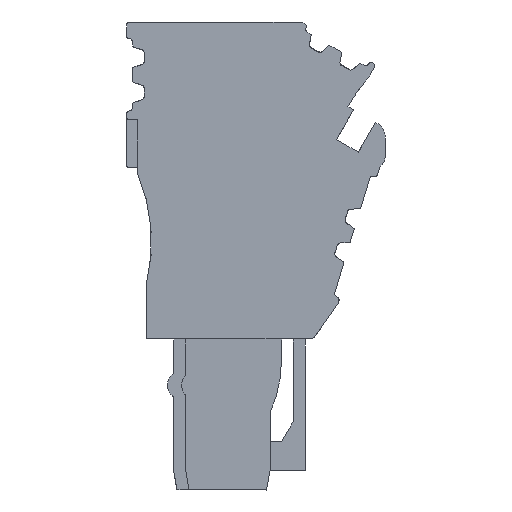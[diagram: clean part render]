
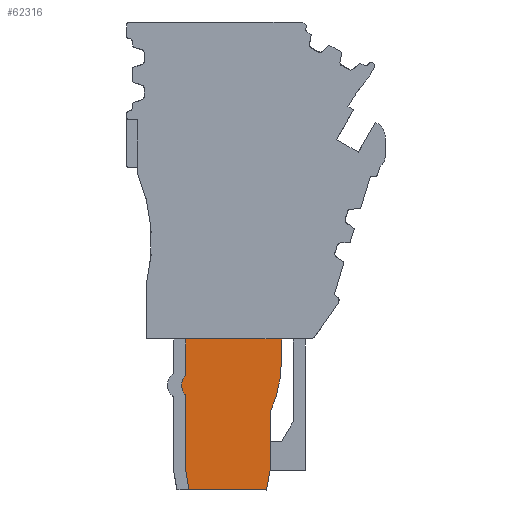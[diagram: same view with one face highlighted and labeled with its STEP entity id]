
A CAD part, left-side view. The second image highlights one B-rep face of the part: STEP entity #62316.
In plain terms, the highlighted planar face has unit normal (-1, 0, 0).
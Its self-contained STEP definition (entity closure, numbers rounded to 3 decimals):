
#62239=AXIS2_PLACEMENT_3D('Plane Axis2P3D',#62236,#62237,#62238) ;
#62257=AXIS2_PLACEMENT_3D('Circle Axis2P3D',#62255,#62256,$) ;
#62285=AXIS2_PLACEMENT_3D('Circle Axis2P3D',#62283,#62284,$) ;
#62292=AXIS2_PLACEMENT_3D('Circle Axis2P3D',#62290,#62291,$) ;
#62299=AXIS2_PLACEMENT_3D('Circle Axis2P3D',#62297,#62298,$) ;
#61981=CARTESIAN_POINT('Line Origine',(0.7,13.728,0.)) ;
#61985=CARTESIAN_POINT('Vertex',(0.7,10.35,0.)) ;
#61987=CARTESIAN_POINT('Vertex',(0.7,17.106,0.)) ;
#62054=CARTESIAN_POINT('Vertex',(0.7,10.05,1.701)) ;
#62057=CARTESIAN_POINT('Line Origine',(0.7,10.2,0.851)) ;
#62221=CARTESIAN_POINT('Vertex',(0.7,17.4,1.666)) ;
#62224=CARTESIAN_POINT('Line Origine',(0.7,17.253,0.833)) ;
#62236=CARTESIAN_POINT('Axis2P3D Location',(0.7,14.1,-0.25)) ;
#62241=CARTESIAN_POINT('Line Origine',(0.7,17.4,4.914)) ;
#62245=CARTESIAN_POINT('Vertex',(0.7,17.4,8.162)) ;
#62248=CARTESIAN_POINT('Line Origine',(0.7,10.05,4.228)) ;
#62252=CARTESIAN_POINT('Vertex',(0.7,10.05,6.755)) ;
#62255=CARTESIAN_POINT('Axis2P3D Location',(0.7,20.05,11.337)) ;
#62259=CARTESIAN_POINT('Vertex',(0.7,9.05,11.337)) ;
#62262=CARTESIAN_POINT('Line Origine',(0.7,9.05,12.244)) ;
#62266=CARTESIAN_POINT('Vertex',(0.7,9.05,13.15)) ;
#62269=CARTESIAN_POINT('Line Origine',(0.7,13.225,13.15)) ;
#62273=CARTESIAN_POINT('Vertex',(0.7,17.4,13.15)) ;
#62276=CARTESIAN_POINT('Line Origine',(0.7,17.4,11.619)) ;
#62280=CARTESIAN_POINT('Vertex',(0.7,17.4,10.088)) ;
#62283=CARTESIAN_POINT('Axis2P3D Location',(0.7,17.7,10.088)) ;
#62287=CARTESIAN_POINT('Vertex',(0.7,17.47,9.895)) ;
#62290=CARTESIAN_POINT('Axis2P3D Location',(0.7,16.55,9.125)) ;
#62294=CARTESIAN_POINT('Vertex',(0.7,17.47,8.355)) ;
#62297=CARTESIAN_POINT('Axis2P3D Location',(0.7,17.7,8.162)) ;
#61982=DIRECTION('Vector Direction',(0.,1.,0.)) ;
#62058=DIRECTION('Vector Direction',(0.,0.174,-0.985)) ;
#62225=DIRECTION('Vector Direction',(0.,0.174,0.985)) ;
#62237=DIRECTION('Axis2P3D Direction',(-1.,0.,0.)) ;
#62238=DIRECTION('Axis2P3D XDirection',(0.,1.,0.)) ;
#62242=DIRECTION('Vector Direction',(0.,0.,-1.)) ;
#62249=DIRECTION('Vector Direction',(0.,0.,-1.)) ;
#62256=DIRECTION('Axis2P3D Direction',(-1.,0.,0.)) ;
#62263=DIRECTION('Vector Direction',(0.,0.,-1.)) ;
#62270=DIRECTION('Vector Direction',(0.,-1.,0.)) ;
#62277=DIRECTION('Vector Direction',(0.,0.,-1.)) ;
#62284=DIRECTION('Axis2P3D Direction',(-1.,0.,0.)) ;
#62291=DIRECTION('Axis2P3D Direction',(-1.,0.,0.)) ;
#62298=DIRECTION('Axis2P3D Direction',(-1.,0.,0.)) ;
#61983=VECTOR('Line Direction',#61982,1.) ;
#62059=VECTOR('Line Direction',#62058,1.) ;
#62226=VECTOR('Line Direction',#62225,1.) ;
#62243=VECTOR('Line Direction',#62242,1.) ;
#62250=VECTOR('Line Direction',#62249,1.) ;
#62264=VECTOR('Line Direction',#62263,1.) ;
#62271=VECTOR('Line Direction',#62270,1.) ;
#62278=VECTOR('Line Direction',#62277,1.) ;
#62303=ORIENTED_EDGE('',*,*,#62247,.T.) ;
#62304=ORIENTED_EDGE('',*,*,#62228,.F.) ;
#62305=ORIENTED_EDGE('',*,*,#61989,.F.) ;
#62306=ORIENTED_EDGE('',*,*,#62061,.F.) ;
#62307=ORIENTED_EDGE('',*,*,#62254,.F.) ;
#62308=ORIENTED_EDGE('',*,*,#62261,.F.) ;
#62309=ORIENTED_EDGE('',*,*,#62268,.F.) ;
#62310=ORIENTED_EDGE('',*,*,#62275,.F.) ;
#62311=ORIENTED_EDGE('',*,*,#62282,.T.) ;
#62312=ORIENTED_EDGE('',*,*,#62289,.T.) ;
#62313=ORIENTED_EDGE('',*,*,#62296,.F.) ;
#62314=ORIENTED_EDGE('',*,*,#62301,.T.) ;
#62316=ADVANCED_FACE('BA ZP2.5/1AN/QV  (Startscheibe).1\\STGH ZP2.5/1AN/QV (Startscheibe WeiCos 2.5).1\\Ergebnis von  Ergebnis von  K\X2\00F6\X0\rper.20 Grundkoerper 1AN QV WeiCos 2.5mm\X2\00B2\X0\',(#62315),#62240,.T.) ;
#62258=CIRCLE('generated circle',#62257,11.) ;
#62286=CIRCLE('generated circle',#62285,0.3) ;
#62293=CIRCLE('generated circle',#62292,1.2) ;
#62300=CIRCLE('generated circle',#62299,0.3) ;
#61989=EDGE_CURVE('',#61986,#61988,#61984,.T.) ;
#62061=EDGE_CURVE('',#62055,#61986,#62060,.T.) ;
#62228=EDGE_CURVE('',#61988,#62222,#62227,.T.) ;
#62247=EDGE_CURVE('',#62246,#62222,#62244,.T.) ;
#62254=EDGE_CURVE('',#62253,#62055,#62251,.T.) ;
#62261=EDGE_CURVE('',#62260,#62253,#62258,.F.) ;
#62268=EDGE_CURVE('',#62267,#62260,#62265,.T.) ;
#62275=EDGE_CURVE('',#62274,#62267,#62272,.T.) ;
#62282=EDGE_CURVE('',#62274,#62281,#62279,.T.) ;
#62289=EDGE_CURVE('',#62281,#62288,#62286,.F.) ;
#62296=EDGE_CURVE('',#62295,#62288,#62293,.F.) ;
#62301=EDGE_CURVE('',#62295,#62246,#62300,.F.) ;
#62302=EDGE_LOOP('',(#62303,#62304,#62305,#62306,#62307,#62308,#62309,#62310,#62311,#62312,#62313,#62314)) ;
#62315=FACE_OUTER_BOUND('',#62302,.T.) ;
#61984=LINE('Line',#61981,#61983) ;
#62060=LINE('Line',#62057,#62059) ;
#62227=LINE('Line',#62224,#62226) ;
#62244=LINE('Line',#62241,#62243) ;
#62251=LINE('Line',#62248,#62250) ;
#62265=LINE('Line',#62262,#62264) ;
#62272=LINE('Line',#62269,#62271) ;
#62279=LINE('Line',#62276,#62278) ;
#62240=PLANE('',#62239) ;
#61986=VERTEX_POINT('',#61985) ;
#61988=VERTEX_POINT('',#61987) ;
#62055=VERTEX_POINT('',#62054) ;
#62222=VERTEX_POINT('',#62221) ;
#62246=VERTEX_POINT('',#62245) ;
#62253=VERTEX_POINT('',#62252) ;
#62260=VERTEX_POINT('',#62259) ;
#62267=VERTEX_POINT('',#62266) ;
#62274=VERTEX_POINT('',#62273) ;
#62281=VERTEX_POINT('',#62280) ;
#62288=VERTEX_POINT('',#62287) ;
#62295=VERTEX_POINT('',#62294) ;
